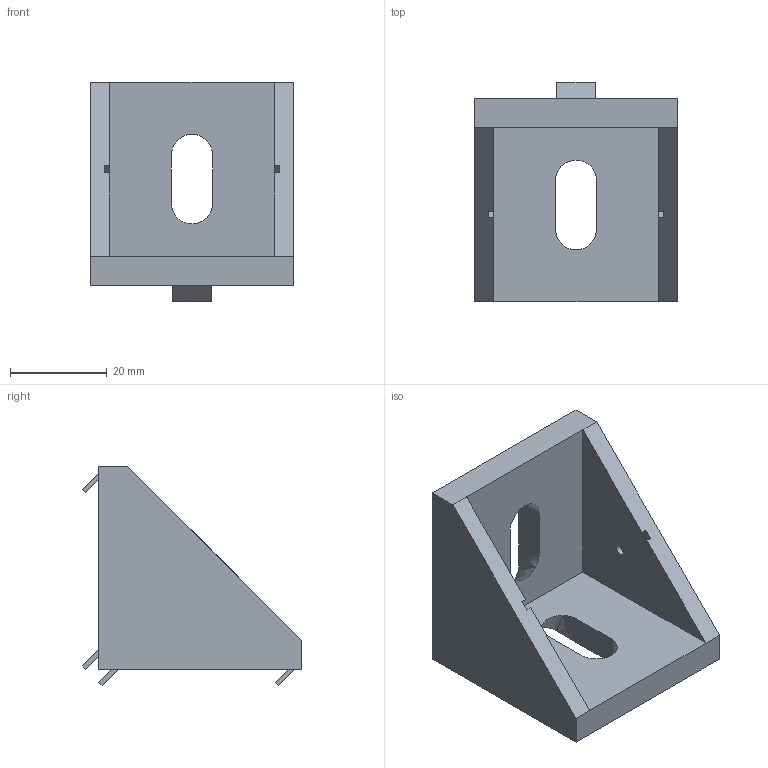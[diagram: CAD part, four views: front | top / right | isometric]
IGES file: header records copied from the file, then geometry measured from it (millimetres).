
Global section: file name: 304343.stp.ipt; native system: Autodesk Inventor 2014; preprocessor: unknown; author: zeman; date: 20151020.095854; units: millimetre
Bounding box: 42 x 45.34 x 45.34 mm (x, y, z)
Volume: 19106.1 mm3; surface area: 11862.4 mm2
Topology: 1 solids, 1 shells, 93 faces, 236 edges, 155 vertices
Faces by surface type: plane 76, revolution 11, bspline 6
